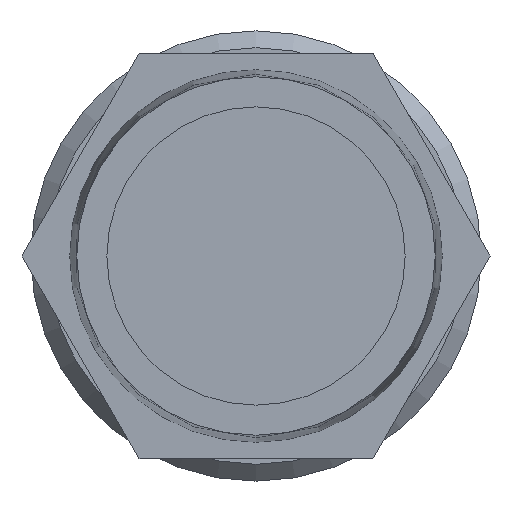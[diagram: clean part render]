
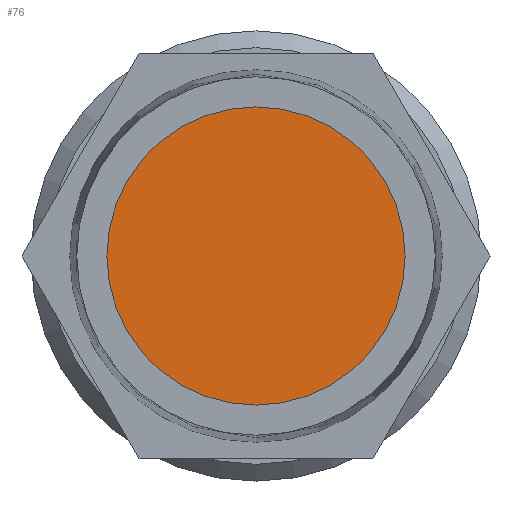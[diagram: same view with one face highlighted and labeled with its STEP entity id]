
A CAD part, front view. The second image highlights one B-rep face of the part: STEP entity #76.
In plain terms, the highlighted planar face has unit normal (0, -1, 0).
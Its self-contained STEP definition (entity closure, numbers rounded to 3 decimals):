
#76 = ADVANCED_FACE( '', ( #167 ), #168, .T. );
#167 = FACE_OUTER_BOUND( '', #262, .T. );
#168 = PLANE( '', #263 );
#262 = EDGE_LOOP( '', ( #403 ) );
#263 = AXIS2_PLACEMENT_3D( '', #404, #405, #406 );
#403 = ORIENTED_EDGE( '', *, *, #498, .T. );
#404 = CARTESIAN_POINT( '', ( 0., 13., 0. ) );
#405 = DIRECTION( '', ( 0., -1., 0. ) );
#406 = DIRECTION( '', ( 1., 0., 0. ) );
#498 = EDGE_CURVE( '', #580, #580, #581, .T. );
#580 = VERTEX_POINT( '', #684 );
#581 = CIRCLE( '', #685, 16. );
#684 = CARTESIAN_POINT( '', ( -16., 13., 0. ) );
#685 = AXIS2_PLACEMENT_3D( '', #798, #799, #800 );
#798 = CARTESIAN_POINT( '', ( 0., 13., 0. ) );
#799 = DIRECTION( '', ( 0., -1., 0. ) );
#800 = DIRECTION( '', ( -1., 0., 0. ) );
